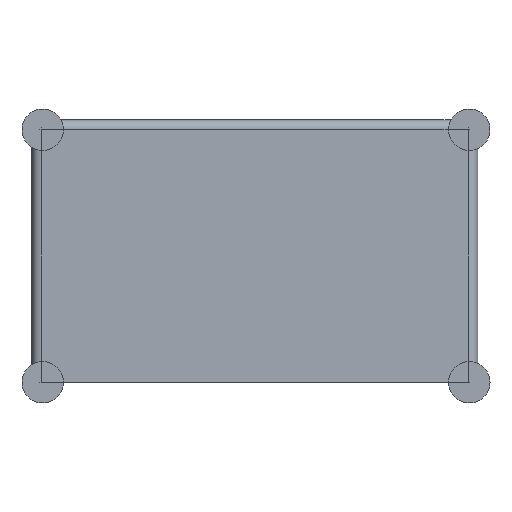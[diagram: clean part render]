
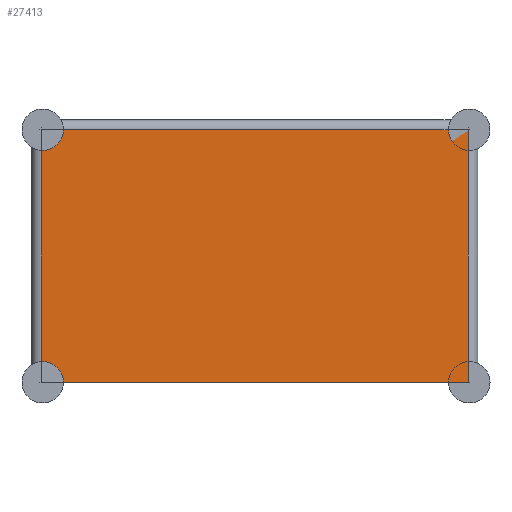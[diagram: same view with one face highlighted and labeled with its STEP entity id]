
A CAD part, front view. The second image highlights one B-rep face of the part: STEP entity #27413.
In plain terms, the highlighted planar face has unit normal (0, -1, 0).
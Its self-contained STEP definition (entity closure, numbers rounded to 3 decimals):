
#2464=FACE_OUTER_BOUND('',#4108,.T.);
#4108=EDGE_LOOP('',(#21110,#21111,#21112,#21113));
#6009=LINE('',#44823,#8041);
#6011=LINE('',#44829,#8043);
#6012=LINE('',#44831,#8044);
#6013=LINE('',#44832,#8045);
#8041=VECTOR('',#31130,1.);
#8043=VECTOR('',#31136,1.);
#8044=VECTOR('',#31137,1.);
#8045=VECTOR('',#31138,1.);
#12026=VERTEX_POINT('',#44820);
#12027=VERTEX_POINT('',#44822);
#12029=VERTEX_POINT('',#44828);
#12030=VERTEX_POINT('',#44830);
#15320=EDGE_CURVE('',#12027,#12026,#6009,.T.);
#15323=EDGE_CURVE('',#12026,#12029,#6011,.T.);
#15324=EDGE_CURVE('',#12029,#12030,#6012,.T.);
#15325=EDGE_CURVE('',#12030,#12027,#6013,.T.);
#21110=ORIENTED_EDGE('',*,*,#15323,.T.);
#21111=ORIENTED_EDGE('',*,*,#15324,.T.);
#21112=ORIENTED_EDGE('',*,*,#15325,.T.);
#21113=ORIENTED_EDGE('',*,*,#15320,.T.);
#26508=PLANE('',#28752);
#27413=ADVANCED_FACE('',(#2464),#26508,.T.);
#28752=AXIS2_PLACEMENT_3D('',#44827,#31134,#31135);
#31130=DIRECTION('',(0.,0.,1.));
#31134=DIRECTION('center_axis',(0.,-1.,0.));
#31135=DIRECTION('ref_axis',(0.,0.,
-1.));
#31136=DIRECTION('',(-1.,0.,0.));
#31137=DIRECTION('',(0.,0.,-1.));
#31138=DIRECTION('',(1.,0.,0.));
#44820=CARTESIAN_POINT('',(6.683,-0.006,5.017));
#44822=CARTESIAN_POINT('',(6.683,-0.006,-4.708));
#44823=CARTESIAN_POINT('',(6.683,-0.006,1.842));
#44827=CARTESIAN_POINT('Origin',(-10.118,-0.006,
1.842));
#44828=CARTESIAN_POINT('',(-9.742,-0.006,5.017));
#44829=CARTESIAN_POINT('',(-10.118,-0.006,5.017));
#44830=CARTESIAN_POINT('',(-9.742,-0.006,-4.708));
#44831=CARTESIAN_POINT('',(-9.742,-0.006,1.842));
#44832=CARTESIAN_POINT('',(-1.33,-0.006,-4.708));
